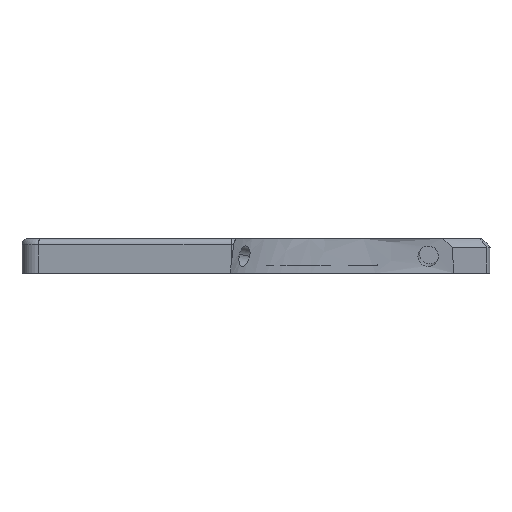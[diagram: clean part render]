
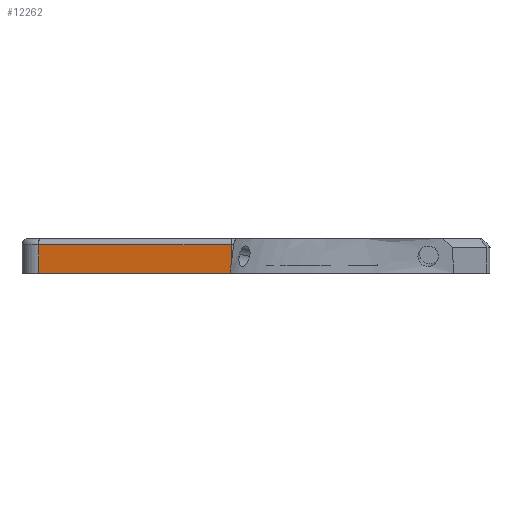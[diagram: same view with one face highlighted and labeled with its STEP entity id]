
A CAD part, left-side view. The second image highlights one B-rep face of the part: STEP entity #12262.
In plain terms, the highlighted planar face has unit normal (-0.985, 0.175, 0).
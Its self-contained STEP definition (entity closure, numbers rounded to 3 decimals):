
#111 = ORIENTED_EDGE ( 'NONE', *, *, #7536, .F. ) ;
#325 = AXIS2_PLACEMENT_3D ( 'NONE', #8433, #4079, #2713 ) ;
#408 = CARTESIAN_POINT ( 'NONE',  ( 184.696, 59.914, 3.216 ) ) ;
#1112 = DIRECTION ( 'NONE',  ( -0.175, -0.985, 0. ) ) ;
#1766 = FACE_OUTER_BOUND ( 'NONE', #7032, .T. ) ;
#2713 = DIRECTION ( 'NONE',  ( -0.175, -0.985, 0. ) ) ;
#2875 = ORIENTED_EDGE ( 'NONE', *, *, #13959, .F. ) ;
#3019 = CARTESIAN_POINT ( 'NONE',  ( 184.696, 59.914, 4.858 ) ) ;
#3023 = CARTESIAN_POINT ( 'NONE',  ( 193.132, 107.296, -0.5 ) ) ;
#3318 = VECTOR ( 'NONE', #1112, 1000. ) ;
#4079 = DIRECTION ( 'NONE',  ( 0.985, -0.175, 0. ) ) ;
#4387 = EDGE_CURVE ( 'NONE', #12580, #4744, #5748, .T. ) ;
#4571 = EDGE_CURVE ( 'NONE', #13465, #4744, #7921, .T. ) ;
#4640 = CARTESIAN_POINT ( 'NONE',  ( 184.729, 60.098, 0.191 ) ) ;
#4744 = VERTEX_POINT ( 'NONE', #6177 ) ;
#4933 = LINE ( 'NONE', #13614, #13566 ) ;
#5748 = B_SPLINE_CURVE_WITH_KNOTS ( 'NONE', 3,
 ( #11765, #408, #3019, #6400 ),
 .UNSPECIFIED., .F., .F.,
 ( 4, 4 ),
 ( 0.197, 0.813 ),
 .UNSPECIFIED. ) ;
#6121 = LINE ( 'NONE', #12561, #7578 ) ;
#6177 = CARTESIAN_POINT ( 'NONE',  ( 184.696, 59.914, 6.5 ) ) ;
#6236 = PLANE ( 'NONE',  #325 ) ;
#6400 = CARTESIAN_POINT ( 'NONE',  ( 184.696, 59.914, 6.5 ) ) ;
#6500 = EDGE_CURVE ( 'NONE', #13488, #13465, #4933, .T. ) ;
#6588 = CARTESIAN_POINT ( 'NONE',  ( 184.695, 59.912, 1.575 ) ) ;
#6726 = ORIENTED_EDGE ( 'NONE', *, *, #4571, .F. ) ;
#6780 = B_SPLINE_CURVE_WITH_KNOTS ( 'NONE', 3,
 ( #13470, #13396, #4640, #9059 ),
 .UNSPECIFIED., .F., .F.,
 ( 4, 4 ),
 ( 0., 0.002 ),
 .UNSPECIFIED. ) ;
#6789 = ORIENTED_EDGE ( 'NONE', *, *, #6500, .F. ) ;
#7032 = EDGE_LOOP ( 'NONE', ( #6789, #111, #2875, #13652, #6726 ) ) ;
#7536 = EDGE_CURVE ( 'NONE', #12401, #13488, #6121, .T. ) ;
#7578 = VECTOR ( 'NONE', #13647, 1000. ) ;
#7714 = CARTESIAN_POINT ( 'NONE',  ( 193.132, 107.296, 6.5 ) ) ;
#7921 = LINE ( 'NONE', #11311, #3318 ) ;
#8433 = CARTESIAN_POINT ( 'NONE',  ( 179.192, 29.002, -61.279 ) ) ;
#9051 = DIRECTION ( 'NONE',  ( 0., 0., 1. ) ) ;
#9059 = CARTESIAN_POINT ( 'NONE',  ( 184.746, 60.198, -0.5 ) ) ;
#11311 = CARTESIAN_POINT ( 'NONE',  ( 184.696, 59.914, 6.5 ) ) ;
#11604 = CARTESIAN_POINT ( 'NONE',  ( 184.746, 60.198, -0.5 ) ) ;
#11765 = CARTESIAN_POINT ( 'NONE',  ( 184.695, 59.912, 1.575 ) ) ;
#12262 = ADVANCED_FACE ( 'NONE', ( #1766 ), #6236, .F. ) ;
#12401 = VERTEX_POINT ( 'NONE', #11604 ) ;
#12561 = CARTESIAN_POINT ( 'NONE',  ( 179.192, 29.002, -0.5 ) ) ;
#12580 = VERTEX_POINT ( 'NONE', #6588 ) ;
#13396 = CARTESIAN_POINT ( 'NONE',  ( 184.712, 60.005, 0.883 ) ) ;
#13465 = VERTEX_POINT ( 'NONE', #7714 ) ;
#13470 = CARTESIAN_POINT ( 'NONE',  ( 184.695, 59.912, 1.575 ) ) ;
#13488 = VERTEX_POINT ( 'NONE', #3023 ) ;
#13566 = VECTOR ( 'NONE', #9051, 1000. ) ;
#13614 = CARTESIAN_POINT ( 'NONE',  ( 193.132, 107.296, -61.279 ) ) ;
#13647 = DIRECTION ( 'NONE',  ( 0.175, 0.985, 0. ) ) ;
#13652 = ORIENTED_EDGE ( 'NONE', *, *, #4387, .T. ) ;
#13959 = EDGE_CURVE ( 'NONE', #12580, #12401, #6780, .T. ) ;
